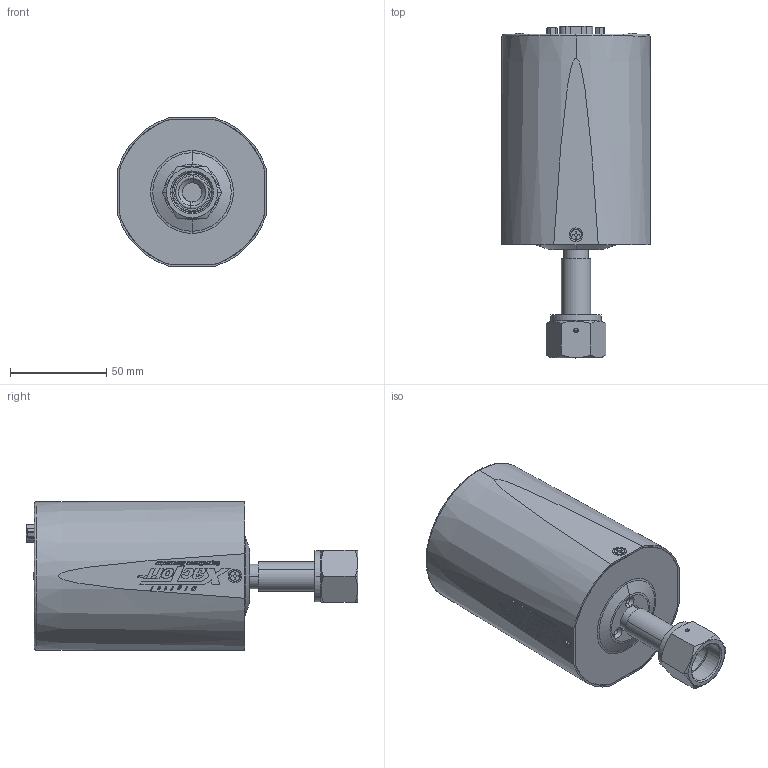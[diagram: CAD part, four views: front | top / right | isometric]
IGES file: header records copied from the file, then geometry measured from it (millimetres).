
Start section: SolidWorks IGES file using analytic representation for surfaces
Global section: file name: CMX-1-XXX-1-4.IGS; native system: SolidWorks 2020; preprocessor: SolidWorks 2020; author: CFehr; date: 210803.134519; units: inch
Bounding box: 77.43 x 172.47 x 77.43 mm (x, y, z)
Volume: 61724.5 mm3; surface area: 95136.4 mm2
Topology: 21 solids, 21 shells, 4153 faces, 11442 edges, 7558 vertices
Faces by surface type: plane 2827, bspline 759, revolution 567
